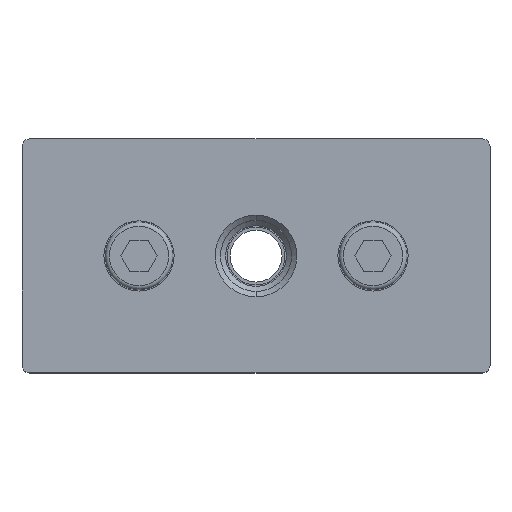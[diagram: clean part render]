
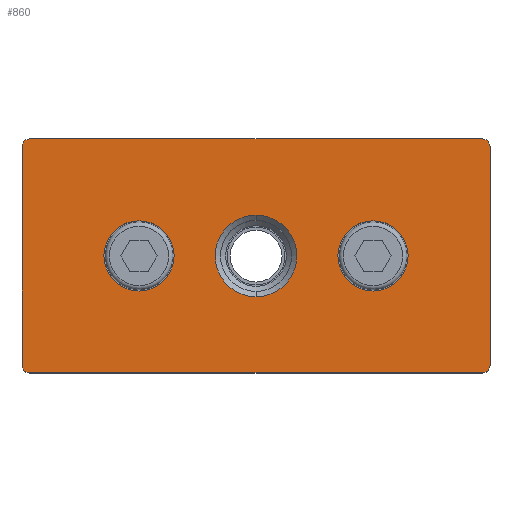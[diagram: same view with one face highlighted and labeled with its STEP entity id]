
A CAD part, top view. The second image highlights one B-rep face of the part: STEP entity #860.
In plain terms, the highlighted planar face has unit normal (0, 0, 1).
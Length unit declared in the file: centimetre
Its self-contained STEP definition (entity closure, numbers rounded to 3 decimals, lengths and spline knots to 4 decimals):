
#48=FACE_BOUND('',#162,.T.);
#49=FACE_BOUND('',#163,.T.);
#50=FACE_BOUND('',#164,.T.);
#66=PLANE('',#944);
#102=FACE_OUTER_BOUND('',#161,.T.);
#161=EDGE_LOOP('',(#660,#661,#662,#663,#664,#665,#666,#667));
#162=EDGE_LOOP('',(#668));
#163=EDGE_LOOP('',(#669));
#164=EDGE_LOOP('',(#670,#671));
#214=LINE('',#1339,#281);
#218=LINE('',#1348,#285);
#226=LINE('',#1394,#293);
#227=LINE('',#1397,#294);
#281=VECTOR('',#1056,1.);
#285=VECTOR('',#1066,1.);
#293=VECTOR('',#1120,1.);
#294=VECTOR('',#1123,1.);
#341=CIRCLE('',#901,6.75);
#344=CIRCLE('',#906,6.75);
#354=CIRCLE('',#920,1.5);
#355=CIRCLE('',#923,1.5);
#366=CIRCLE('',#941,7.858);
#367=CIRCLE('',#943,7.858);
#368=CIRCLE('',#945,1.5);
#369=CIRCLE('',#946,1.5);
#392=VERTEX_POINT('',#1295);
#395=VERTEX_POINT('',#1304);
#409=VERTEX_POINT('',#1336);
#410=VERTEX_POINT('',#1338);
#411=VERTEX_POINT('',#1342);
#412=VERTEX_POINT('',#1346);
#413=VERTEX_POINT('',#1350);
#424=VERTEX_POINT('',#1384);
#425=VERTEX_POINT('',#1386);
#426=VERTEX_POINT('',#1392);
#427=VERTEX_POINT('',#1393);
#428=VERTEX_POINT('',#1396);
#470=EDGE_CURVE('',#392,#392,#341,.T.);
#474=EDGE_CURVE('',#395,#395,#344,.T.);
#490=EDGE_CURVE('',#410,#409,#214,.T.);
#493=EDGE_CURVE('',#409,#411,#354,.T.);
#495=EDGE_CURVE('',#411,#412,#218,.T.);
#497=EDGE_CURVE('',#412,#413,#355,.T.);
#514=EDGE_CURVE('',#425,#424,#366,.T.);
#515=EDGE_CURVE('',#424,#425,#367,.T.);
#516=EDGE_CURVE('',#426,#427,#226,.T.);
#517=EDGE_CURVE('',#427,#410,#368,.T.);
#518=EDGE_CURVE('',#413,#428,#227,.T.);
#519=EDGE_CURVE('',#428,#426,#369,.T.);
#660=ORIENTED_EDGE('',*,*,#516,.T.);
#661=ORIENTED_EDGE('',*,*,#517,.T.);
#662=ORIENTED_EDGE('',*,*,#490,.T.);
#663=ORIENTED_EDGE('',*,*,#493,.T.);
#664=ORIENTED_EDGE('',*,*,#495,.T.);
#665=ORIENTED_EDGE('',*,*,#497,.T.);
#666=ORIENTED_EDGE('',*,*,#518,.T.);
#667=ORIENTED_EDGE('',*,*,#519,.T.);
#668=ORIENTED_EDGE('',*,*,#470,.T.);
#669=ORIENTED_EDGE('',*,*,#474,.T.);
#670=ORIENTED_EDGE('',*,*,#514,.F.);
#671=ORIENTED_EDGE('',*,*,#515,.F.);
#860=ADVANCED_FACE('',(#102,#48,#49,#50),#66,.T.);
#901=AXIS2_PLACEMENT_3D('',#1296,#1013,#1014);
#906=AXIS2_PLACEMENT_3D('',#1305,#1024,#1025);
#920=AXIS2_PLACEMENT_3D('',#1344,#1061,#1062);
#923=AXIS2_PLACEMENT_3D('',#1352,#1070,#1071);
#941=AXIS2_PLACEMENT_3D('',#1388,#1112,#1113);
#943=AXIS2_PLACEMENT_3D('',#1390,#1116,#1117);
#944=AXIS2_PLACEMENT_3D('',#1391,#1118,#1119);
#945=AXIS2_PLACEMENT_3D('',#1395,#1121,#1122);
#946=AXIS2_PLACEMENT_3D('',#1398,#1124,#1125);
#1013=DIRECTION('center_axis',(0.,0.,-1.));
#1014=DIRECTION('ref_axis',(1.,0.,0.));
#1024=DIRECTION('center_axis',(0.,0.,-1.));
#1025=DIRECTION('ref_axis',(1.,0.,0.));
#1056=DIRECTION('',(0.,1.,0.));
#1061=DIRECTION('center_axis',(0.,0.,1.));
#1062=DIRECTION('ref_axis',(1.,0.,0.));
#1066=DIRECTION('',(-1.,0.,0.));
#1070=DIRECTION('center_axis',(0.,0.,1.));
#1071=DIRECTION('ref_axis',(0.,1.,0.));
#1112=DIRECTION('center_axis',(0.,0.,1.));
#1113=DIRECTION('ref_axis',(0.,1.,0.));
#1116=DIRECTION('center_axis',(0.,0.,1.));
#1117=DIRECTION('ref_axis',(0.,1.,0.));
#1118=DIRECTION('center_axis',(0.,0.,1.));
#1119=DIRECTION('ref_axis',(1.,0.,0.));
#1120=DIRECTION('',(1.,0.,0.));
#1121=DIRECTION('center_axis',(0.,0.,1.));
#1122=DIRECTION('ref_axis',(0.,-1.,0.));
#1123=DIRECTION('',(0.,-1.,0.));
#1124=DIRECTION('center_axis',(0.,0.,1.));
#1125=DIRECTION('ref_axis',(-1.,0.,0.));
#1295=CARTESIAN_POINT('',(15.75,22.5,14.));
#1296=CARTESIAN_POINT('Origin',(22.5,22.5,14.));
#1304=CARTESIAN_POINT('',(60.75,22.5,14.));
#1305=CARTESIAN_POINT('Origin',(67.5,22.5,14.));
#1336=CARTESIAN_POINT('',(90.,43.5,14.));
#1338=CARTESIAN_POINT('',(90.,1.5,14.));
#1339=CARTESIAN_POINT('',(90.,1.5,14.));
#1342=CARTESIAN_POINT('',(88.5,45.,14.));
#1344=CARTESIAN_POINT('Origin',(88.5,43.5,14.));
#1346=CARTESIAN_POINT('',(1.5,45.,14.));
#1348=CARTESIAN_POINT('',(88.5,45.,14.));
#1350=CARTESIAN_POINT('',(0.,43.5,14.));
#1352=CARTESIAN_POINT('Origin',(1.5,43.5,14.));
#1384=CARTESIAN_POINT('',(45.,30.358,14.));
#1386=CARTESIAN_POINT('',(45.,14.642,14.));
#1388=CARTESIAN_POINT('Origin',(45.,22.5,14.));
#1390=CARTESIAN_POINT('Origin',(45.,22.5,14.));
#1391=CARTESIAN_POINT('Origin',(45.,22.5,14.));
#1392=CARTESIAN_POINT('',(1.5,0.,14.));
#1393=CARTESIAN_POINT('',(88.5,0.,14.));
#1394=CARTESIAN_POINT('',(1.5,0.,14.));
#1395=CARTESIAN_POINT('Origin',(88.5,1.5,14.));
#1396=CARTESIAN_POINT('',(0.,1.5,14.));
#1397=CARTESIAN_POINT('',(0.,66.,14.));
#1398=CARTESIAN_POINT('Origin',(1.5,1.5,14.));
